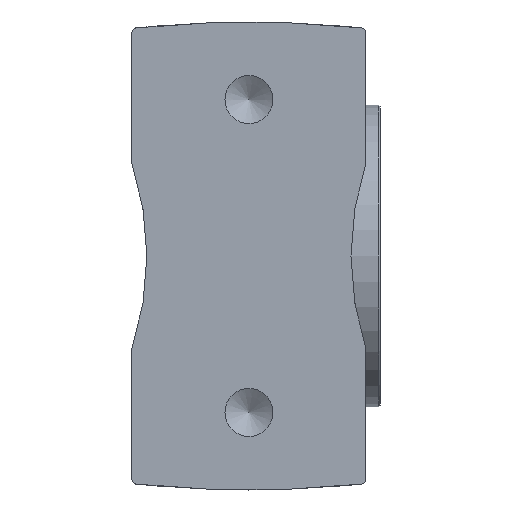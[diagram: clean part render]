
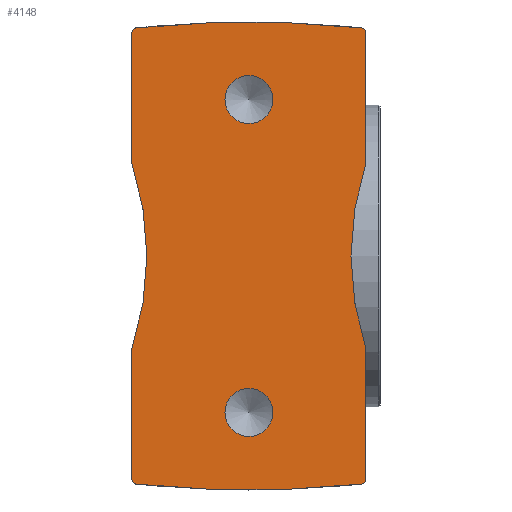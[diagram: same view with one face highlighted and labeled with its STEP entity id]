
A CAD part, front view. The second image highlights one B-rep face of the part: STEP entity #4148.
In plain terms, the highlighted face is planar.
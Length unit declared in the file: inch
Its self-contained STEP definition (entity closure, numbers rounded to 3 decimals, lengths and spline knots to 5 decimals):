
#1006=PLANE('',#4423);
#1054=VECTOR('',#4697,1.);
#1071=VECTOR('',#4833,1.);
#1210=LINE('',#5590,#1054);
#1227=LINE('',#8784,#1071);
#1369=CIRCLE('',#4338,0.1535);
#1371=CIRCLE('',#4342,0.1535);
#1396=CIRCLE('',#4376,6.9071);
#1398=CIRCLE('',#4379,0.035);
#1399=CIRCLE('',#4381,1.875);
#1404=CIRCLE('',#4390,1.875);
#1405=CIRCLE('',#4393,0.035);
#1415=CIRCLE('',#4410,0.035);
#1421=CIRCLE('',#4420,6.9071);
#1422=CIRCLE('',#4422,0.035);
#1553=VERTEX_POINT('',#5589);
#1554=VERTEX_POINT('',#5591);
#1565=VERTEX_POINT('',#5704);
#1568=VERTEX_POINT('',#5711);
#1605=VERTEX_POINT('',#8448);
#1606=VERTEX_POINT('',#8450);
#1608=VERTEX_POINT('',#8456);
#1609=VERTEX_POINT('',#8459);
#1619=VERTEX_POINT('',#8764);
#1620=VERTEX_POINT('',#8766);
#1622=VERTEX_POINT('',#8783);
#1643=VERTEX_POINT('',#9094);
#1647=VERTEX_POINT('',#9111);
#1648=VERTEX_POINT('',#9115);
#2009=EDGE_CURVE('',#1554,#1553,#1210,.T.);
#2024=EDGE_CURVE('',#1565,#1565,#1369,.T.);
#2026=EDGE_CURVE('',#1568,#1568,#1371,.T.);
#2089=EDGE_CURVE('',#1606,#1605,#1396,.T.);
#2093=EDGE_CURVE('',#1608,#1605,#1398,.T.);
#2095=EDGE_CURVE('',#1608,#1609,#1210,.T.);
#2096=EDGE_CURVE('',#1609,#1554,#1399,.T.);
#2111=EDGE_CURVE('',#1620,#1619,#1404,.T.);
#2115=EDGE_CURVE('',#1622,#1619,#1227,.T.);
#2116=EDGE_CURVE('',#1606,#1622,#1405,.T.);
#2143=EDGE_CURVE('',#1643,#1553,#1415,.T.);
#2152=EDGE_CURVE('',#1643,#1647,#1421,.T.);
#2154=EDGE_CURVE('',#1648,#1647,#1422,.T.);
#2155=EDGE_CURVE('',#1620,#1648,#1227,.T.);
#2777=ORIENTED_EDGE('',*,*,#2024,.T.);
#2778=ORIENTED_EDGE('',*,*,#2026,.T.);
#2779=ORIENTED_EDGE('',*,*,#2154,.F.);
#2780=ORIENTED_EDGE('',*,*,#2155,.F.);
#2781=ORIENTED_EDGE('',*,*,#2111,.T.);
#2782=ORIENTED_EDGE('',*,*,#2115,.F.);
#2783=ORIENTED_EDGE('',*,*,#2116,.F.);
#2784=ORIENTED_EDGE('',*,*,#2089,.T.);
#2785=ORIENTED_EDGE('',*,*,#2093,.F.);
#2786=ORIENTED_EDGE('',*,*,#2095,.T.);
#2787=ORIENTED_EDGE('',*,*,#2096,.T.);
#2788=ORIENTED_EDGE('',*,*,#2009,.T.);
#2789=ORIENTED_EDGE('',*,*,#2143,.F.);
#2790=ORIENTED_EDGE('',*,*,#2152,.T.);
#3593=EDGE_LOOP('',(#2777));
#3594=EDGE_LOOP('',(#2778));
#3595=EDGE_LOOP('',(#2779,#2780,#2781,#2782,#2783,#2784,#2785,#2786,#2787,
#2788,#2789,#2790));
#3870=FACE_BOUND('',#3593,.T.);
#3871=FACE_BOUND('',#3594,.T.);
#3872=FACE_BOUND('',#3595,.T.);
#4148=ADVANCED_FACE('',(#3870,#3871,#3872),#1006,.F.);
#4338=AXIS2_PLACEMENT_3D('',#5703,#4719,#4720);
#4342=AXIS2_PLACEMENT_3D('',#5710,#4727,#4728);
#4376=AXIS2_PLACEMENT_3D('',#8449,#4795,#4796);
#4379=AXIS2_PLACEMENT_3D('',#8457,#4803,#4804);
#4381=AXIS2_PLACEMENT_3D('',#8461,#4808,#4809);
#4390=AXIS2_PLACEMENT_3D('',#8765,#4828,#4829);
#4393=AXIS2_PLACEMENT_3D('',#8786,#4836,#4837);
#4410=AXIS2_PLACEMENT_3D('',#9095,#4876,#4877);
#4420=AXIS2_PLACEMENT_3D('',#9112,#4898,#4899);
#4422=AXIS2_PLACEMENT_3D('',#9116,#4903,#4904);
#4423=AXIS2_PLACEMENT_3D('',#9117,#4905,$);
#4697=DIRECTION('',(0.,-1.,0.));
#4719=DIRECTION('',(0.,0.,1.));
#4720=DIRECTION('',(0.154,0.,0.));
#4727=DIRECTION('',(0.,0.,1.));
#4728=DIRECTION('',(0.154,0.,0.));
#4795=DIRECTION('',(0.,0.,-1.));
#4796=DIRECTION('',(-6.907,0.,0.));
#4803=DIRECTION('',(0.,0.,1.));
#4804=DIRECTION('',(0.026,0.023,0.));
#4808=DIRECTION('',(0.,0.,1.));
#4809=DIRECTION('',(1.875,0.,0.));
#4828=DIRECTION('',(0.,0.,1.));
#4829=DIRECTION('',(-1.875,0.,0.));
#4833=DIRECTION('',(0.,-1.,0.));
#4836=DIRECTION('',(0.,0.,1.));
#4837=DIRECTION('',(-0.026,0.023,0.));
#4876=DIRECTION('',(0.,0.,1.));
#4877=DIRECTION('',(0.026,-0.023,0.));
#4898=DIRECTION('',(0.,0.,-1.));
#4899=DIRECTION('',(6.907,0.,0.));
#4903=DIRECTION('',(0.,0.,1.));
#4904=DIRECTION('',(-0.026,-0.023,0.));
#4905=DIRECTION('',(0.,0.,1.));
#5589=CARTESIAN_POINT('',(0.74803,-1.42397,0.));
#5590=CARTESIAN_POINT('',(0.74803,1.45544,0.));
#5591=CARTESIAN_POINT('',(0.74803,-0.59055,0.));
#5703=CARTESIAN_POINT('',(0.,-1.,0.));
#5704=CARTESIAN_POINT('',(0.1535,-1.,0.));
#5710=CARTESIAN_POINT('',(0.,1.,0.));
#5711=CARTESIAN_POINT('',(0.1535,1.,0.));
#8448=CARTESIAN_POINT('',(0.71666,1.45878,0.));
#8449=CARTESIAN_POINT('',(0.,-5.41103,0.));
#8450=CARTESIAN_POINT('',(-0.71666,1.45878,0.));
#8456=CARTESIAN_POINT('',(0.74803,1.42397,0.));
#8457=CARTESIAN_POINT('',(0.71303,1.42397,0.));
#8459=CARTESIAN_POINT('',(0.74803,0.59055,0.));
#8461=CARTESIAN_POINT('',(2.5276,0.,0.));
#8764=CARTESIAN_POINT('',(-0.74803,0.59055,0.));
#8765=CARTESIAN_POINT('',(-2.5276,0.,0.));
#8766=CARTESIAN_POINT('',(-0.74803,-0.59055,0.));
#8783=CARTESIAN_POINT('',(-0.74803,1.42397,0.));
#8784=CARTESIAN_POINT('',(-0.74803,1.45544,0.));
#8786=CARTESIAN_POINT('',(-0.71303,1.42397,0.));
#9094=CARTESIAN_POINT('',(0.71666,-1.45878,0.));
#9095=CARTESIAN_POINT('',(0.71303,-1.42397,0.));
#9111=CARTESIAN_POINT('',(-0.71666,-1.45878,0.));
#9112=CARTESIAN_POINT('',(0.,5.41103,0.));
#9115=CARTESIAN_POINT('',(-0.74803,-1.42397,0.));
#9116=CARTESIAN_POINT('',(-0.71303,-1.42397,0.));
#9117=CARTESIAN_POINT('',(0.37066,0.73924,0.));
